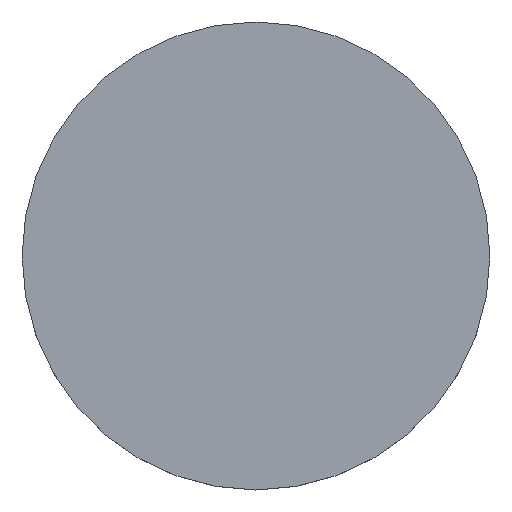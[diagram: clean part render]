
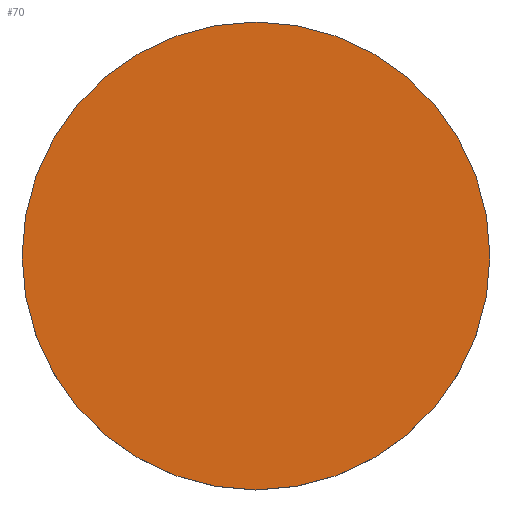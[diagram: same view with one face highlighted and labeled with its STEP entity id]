
A CAD part, top view. The second image highlights one B-rep face of the part: STEP entity #70.
In plain terms, the highlighted planar face has unit normal (0, 0, 1).
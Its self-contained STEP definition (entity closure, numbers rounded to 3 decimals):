
#17 = EDGE_CURVE ( 'NONE', #59, #142, #221, .T. ) ;
#18 = CIRCLE ( 'NONE', #175, 12.7 ) ;
#25 = DIRECTION ( 'NONE',  ( 1., 0., 0. ) ) ;
#43 = FACE_OUTER_BOUND ( 'NONE', #118, .T. ) ;
#44 = CARTESIAN_POINT ( 'NONE',  ( 0., 0., 3. ) ) ;
#59 = VERTEX_POINT ( 'NONE', #72 ) ;
#62 = CARTESIAN_POINT ( 'NONE',  ( 0., 0., 3. ) ) ;
#63 = DIRECTION ( 'NONE',  ( 1., 0., 0. ) ) ;
#70 = ADVANCED_FACE ( 'NONE', ( #43 ), #226, .T. ) ;
#72 = CARTESIAN_POINT ( 'NONE',  ( 12.7, 0., 3. ) ) ;
#90 = AXIS2_PLACEMENT_3D ( 'NONE', #62, #133, #25 ) ;
#99 = DIRECTION ( 'NONE',  ( 0., 0., -1. ) ) ;
#106 = AXIS2_PLACEMENT_3D ( 'NONE', #167, #188, #154 ) ;
#109 = ORIENTED_EDGE ( 'NONE', *, *, #161, .F. ) ;
#118 = EDGE_LOOP ( 'NONE', ( #151, #109 ) ) ;
#133 = DIRECTION ( 'NONE',  ( 0., 0., -1. ) ) ;
#142 = VERTEX_POINT ( 'NONE', #166 ) ;
#151 = ORIENTED_EDGE ( 'NONE', *, *, #17, .F. ) ;
#154 = DIRECTION ( 'NONE',  ( 1., 0., 0. ) ) ;
#161 = EDGE_CURVE ( 'NONE', #142, #59, #18, .T. ) ;
#166 = CARTESIAN_POINT ( 'NONE',  ( -12.7, 0., 3. ) ) ;
#167 = CARTESIAN_POINT ( 'NONE',  ( 0., 26.112, 3. ) ) ;
#175 = AXIS2_PLACEMENT_3D ( 'NONE', #44, #99, #63 ) ;
#188 = DIRECTION ( 'NONE',  ( 0., 0., 1. ) ) ;
#221 = CIRCLE ( 'NONE', #90, 12.7 ) ;
#226 = PLANE ( 'NONE',  #106 ) ;
